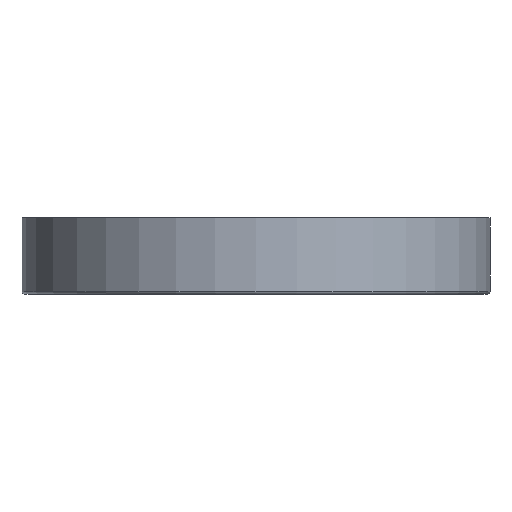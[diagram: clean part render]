
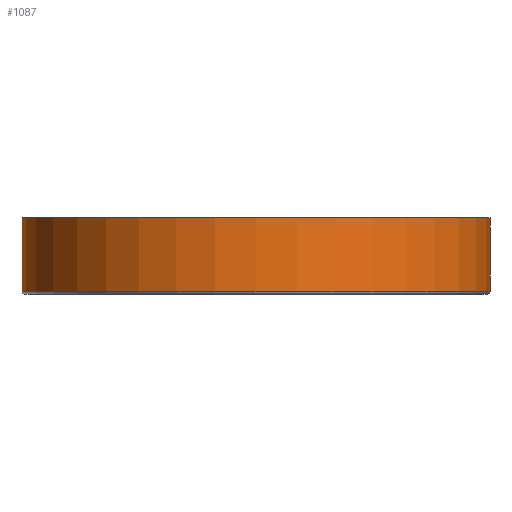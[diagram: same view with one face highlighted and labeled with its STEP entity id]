
A CAD part, front view. The second image highlights one B-rep face of the part: STEP entity #1087.
In plain terms, the highlighted cylindrical face has radius 46 mm (diameter 92 mm), a full revolution.
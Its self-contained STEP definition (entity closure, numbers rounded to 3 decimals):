
#66=FACE_OUTER_BOUND('',#129,.T.);
#129=EDGE_LOOP('',(#742,#743,#744,#745,#746,#747,#748));
#224=CIRCLE('',#1179,46.);
#225=CIRCLE('',#1180,46.);
#226=CIRCLE('',#1181,46.);
#309=LINE('',#1745,#383);
#310=LINE('',#1749,#384);
#311=LINE('',#1751,#385);
#383=VECTOR('',#1364,10.);
#384=VECTOR('',#1367,10.);
#385=VECTOR('',#1368,46.);
#469=VERTEX_POINT('',#1743);
#470=VERTEX_POINT('',#1744);
#471=VERTEX_POINT('',#1746);
#472=VERTEX_POINT('',#1748);
#473=VERTEX_POINT('',#1750);
#578=EDGE_CURVE('',#469,#470,#309,.T.);
#579=EDGE_CURVE('',#470,#471,#224,.T.);
#580=EDGE_CURVE('',#471,#472,#310,.T.);
#581=EDGE_CURVE('',#472,#473,#311,.T.);
#582=EDGE_CURVE('',#473,#473,#225,.T.);
#583=EDGE_CURVE('',#472,#469,#226,.T.);
#742=ORIENTED_EDGE('',*,*,#578,.T.);
#743=ORIENTED_EDGE('',*,*,#579,.T.);
#744=ORIENTED_EDGE('',*,*,#580,.T.);
#745=ORIENTED_EDGE('',*,*,#581,.T.);
#746=ORIENTED_EDGE('',*,*,#582,.F.);
#747=ORIENTED_EDGE('',*,*,#581,.F.);
#748=ORIENTED_EDGE('',*,*,#583,.T.);
#1043=CYLINDRICAL_SURFACE('',#1178,46.);
#1087=ADVANCED_FACE('',(#66),#1043,.T.);
#1178=AXIS2_PLACEMENT_3D('',#1742,#1362,#1363);
#1179=AXIS2_PLACEMENT_3D('',#1747,#1365,#1366);
#1180=AXIS2_PLACEMENT_3D('',#1752,#1369,#1370);
#1181=AXIS2_PLACEMENT_3D('',#1753,#1371,#1372);
#1362=DIRECTION('center_axis',(0.,0.,1.));
#1363=DIRECTION('ref_axis',(1.,0.,0.));
#1364=DIRECTION('',(0.,0.,1.));
#1365=DIRECTION('center_axis',(0.,0.,-1.));
#1366=DIRECTION('ref_axis',(1.,0.,0.));
#1367=DIRECTION('',(0.,0.,-1.));
#1368=DIRECTION('',(0.,0.,-1.));
#1369=DIRECTION('center_axis',(0.,0.,-1.));
#1370=DIRECTION('ref_axis',(1.,0.,0.));
#1371=DIRECTION('center_axis',(0.,0.,-1.));
#1372=DIRECTION('ref_axis',(1.,0.,0.));
#1742=CARTESIAN_POINT('Origin',(0.,0.,0.));
#1743=CARTESIAN_POINT('',(46.,0.,5.));
#1744=CARTESIAN_POINT('',(46.,0.,15.));
#1745=CARTESIAN_POINT('',(46.,0.,0.));
#1746=CARTESIAN_POINT('',(-46.,0.,15.));
#1747=CARTESIAN_POINT('Origin',(0.,0.,15.));
#1748=CARTESIAN_POINT('',(-46.,0.,5.));
#1749=CARTESIAN_POINT('',(-46.,0.,0.));
#1750=CARTESIAN_POINT('',(-46.,0.,0.5));
#1751=CARTESIAN_POINT('',(-46.,0.,0.));
#1752=CARTESIAN_POINT('Origin',(0.,0.,0.5));
#1753=CARTESIAN_POINT('Origin',(0.,0.,5.));
